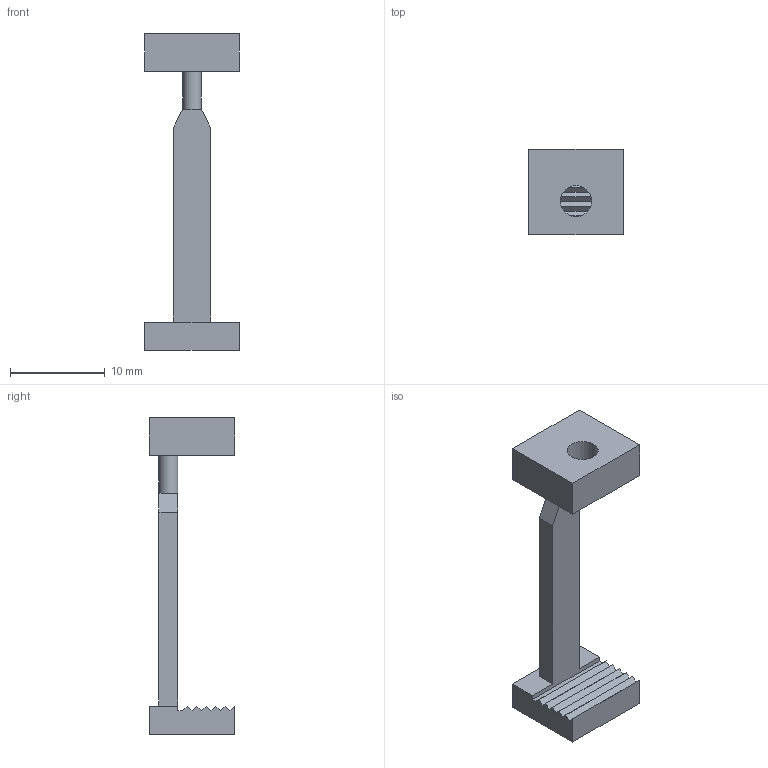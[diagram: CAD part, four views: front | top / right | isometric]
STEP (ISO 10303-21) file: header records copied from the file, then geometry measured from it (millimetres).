
FILE_DESCRIPTION(/* description */ (''),/* implementation_level */ '2;1');
FILE_NAME(/* name */ 'Clamp-part1-base9x10mm-narrowTOP.stp',/* time_stamp */ '2022-07-17T18:35:06+02:00',/* author */ ('Nikita'),/* organization */ (''),/* preprocessor_version */ 'ST-DEVELOPER v16.5',/* originating_system */ 'Autodesk Inventor 2017',/* authorisation */ '');
FILE_SCHEMA (('AUTOMOTIVE_DESIGN { 1 0 10303 214 3 1 1 }'));
Length unit declared in the file: millimetre
Products named in the file (1): gravity-clamp-base5x5mm-part1-narrowTOP
Bounding box: 10 x 9 x 33.5 mm (x, y, z)
Volume: 768.1 mm3; surface area: 956.7 mm2
Topology: 1 solids, 1 shells, 36 faces, 94 edges, 61 vertices
Faces by surface type: plane 34, cylinder 2
Full cylindrical faces by diameter (mm): 2 x1, 3.3 x1
Entity records: 1109 total; most frequent: CARTESIAN_POINT 190, ORIENTED_EDGE 184, DIRECTION 173, EDGE_CURVE 92, LINE 85, VECTOR 85, VERTEX_POINT 61, AXIS2_PLACEMENT_3D 44
